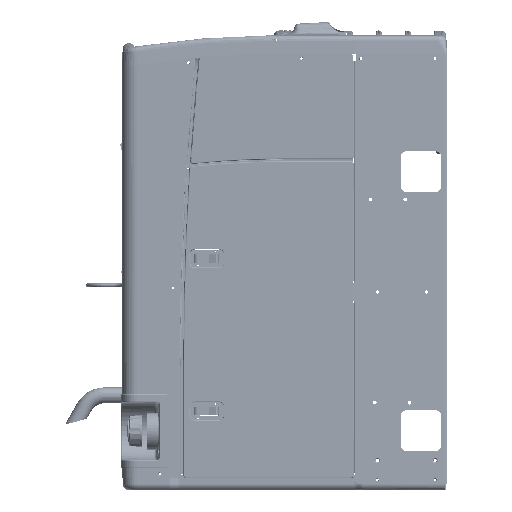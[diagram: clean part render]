
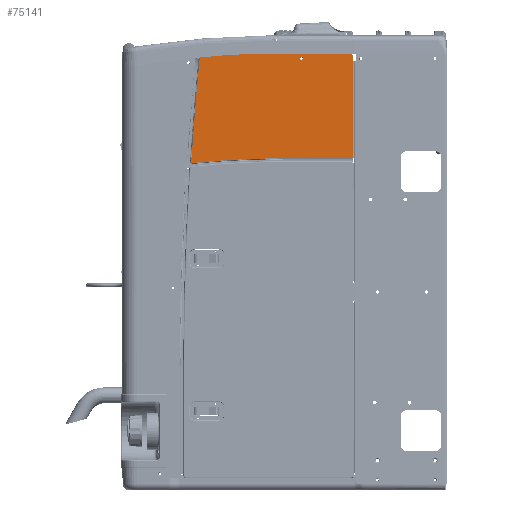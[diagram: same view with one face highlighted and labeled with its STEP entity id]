
A CAD part, left-side view. The second image highlights one B-rep face of the part: STEP entity #75141.
In plain terms, the highlighted planar face has unit normal (-0.999, 0.035, 0).
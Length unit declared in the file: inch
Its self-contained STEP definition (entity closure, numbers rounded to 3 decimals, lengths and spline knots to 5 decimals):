
#7934 = DIRECTION ( 'NONE',  ( 0.999, -0.035, 0. ) ) ;
#9470 = CARTESIAN_POINT ( 'NONE',  ( -19.51629, 21.83987, 3.54879 ) ) ;
#9894 = DIRECTION ( 'NONE',  ( 0., 0., 1. ) ) ;
#10100 = VERTEX_POINT ( 'NONE', #71009 ) ;
#11712 = ORIENTED_EDGE ( 'NONE', *, *, #233882, .F. ) ;
#14864 = EDGE_CURVE ( 'NONE', #263531, #123061, #178499, .T. ) ;
#15431 = ORIENTED_EDGE ( 'NONE', *, *, #87221, .F. ) ;
#19904 = PLANE ( 'NONE',  #69386 ) ;
#20467 = ORIENTED_EDGE ( 'NONE', *, *, #14864, .F. ) ;
#23654 = VECTOR ( 'NONE', #295951, 39.37008 ) ;
#24067 = VERTEX_POINT ( 'NONE', #196112 ) ;
#33818 = CARTESIAN_POINT ( 'NONE',  ( -19.84121, 12.53554, 12.49829 ) ) ;
#34743 = VERTEX_POINT ( 'NONE', #143342 ) ;
#38100 = CARTESIAN_POINT ( 'NONE',  ( -19.84121, 12.53554, 12.35779 ) ) ;
#40813 = EDGE_CURVE ( 'NONE', #24067, #263531, #167533, .T. ) ;
#49309 = CARTESIAN_POINT ( 'NONE',  ( -19.78658, 14.0998, -71.22821 ) ) ;
#49803 = DIRECTION ( 'NONE',  ( 0., 0., -1. ) ) ;
#53546 = VERTEX_POINT ( 'NONE', #129003 ) ;
#54532 = DIRECTION ( 'NONE',  ( 0., 0., 1. ) ) ;
#69386 = AXIS2_PLACEMENT_3D ( 'NONE', #49309, #259702, #99155 ) ;
#70273 = VERTEX_POINT ( 'NONE', #175627 ) ;
#71009 = CARTESIAN_POINT ( 'NONE',  ( -19.51693, 21.82164, 3.37273 ) ) ;
#75141 = ADVANCED_FACE ( 'NONE', ( #233320, #88401 ), #19904, .F. ) ;
#77533 = CARTESIAN_POINT ( 'NONE',  ( -19.99511, 8.12822, 12.77179 ) ) ;
#81302 = AXIS2_PLACEMENT_3D ( 'NONE', #285933, #287515, #9894 ) ;
#82583 = EDGE_CURVE ( 'NONE', #10100, #293410, #153010, .T. ) ;
#84869 = DIRECTION ( 'NONE',  ( -0.035, -0.999, 0. ) ) ;
#87221 = EDGE_CURVE ( 'NONE', #293410, #284587, #125782, .T. ) ;
#88401 = FACE_OUTER_BOUND ( 'NONE', #250092, .T. ) ;
#90065 = VERTEX_POINT ( 'NONE', #184748 ) ;
#90335 = VECTOR ( 'NONE', #220897, 39.37008 ) ;
#91109 = CARTESIAN_POINT ( 'NONE',  ( -29.07875, -251.99305, -14.18321 ) ) ;
#99155 = DIRECTION ( 'NONE',  ( 0., 0., 1. ) ) ;
#99532 = DIRECTION ( 'NONE',  ( 0., 0., 1. ) ) ;
#118370 = DIRECTION ( 'NONE',  ( 0.999, -0.035, 0. ) ) ;
#118651 = CARTESIAN_POINT ( 'NONE',  ( -19.99075, 8.25315, 12.77179 ) ) ;
#121427 = CARTESIAN_POINT ( 'NONE',  ( -19.74384, 15.32384, -42.22821 ) ) ;
#122522 = CARTESIAN_POINT ( 'NONE',  ( -19.51013, 22.01639, 3.56022 ) ) ;
#123061 = VERTEX_POINT ( 'NONE', #118651 ) ;
#123874 = EDGE_CURVE ( 'NONE', #123061, #177315, #159083, .T. ) ;
#125782 = CIRCLE ( 'NONE', #165573, 0.177 ) ;
#129003 = CARTESIAN_POINT ( 'NONE',  ( -19.99511, 8.12822, 12.15179 ) ) ;
#129265 = AXIS2_PLACEMENT_3D ( 'NONE', #232754, #279402, #136257 ) ;
#134814 = CARTESIAN_POINT ( 'NONE',  ( -19.99511, 8.12822, 12.77179 ) ) ;
#134820 = CIRCLE ( 'NONE', #174639, 0.1405 ) ;
#136257 = DIRECTION ( 'NONE',  ( 0., 0., 1. ) ) ;
#139000 = ORIENTED_EDGE ( 'NONE', *, *, #293516, .F. ) ;
#143342 = CARTESIAN_POINT ( 'NONE',  ( -19.78658, 14.0998, 3.77179 ) ) ;
#144866 = CARTESIAN_POINT ( 'NONE',  ( -19.74384, 15.32384, 12.77179 ) ) ;
#153010 = CIRCLE ( 'NONE', #192752, 0.177 ) ;
#153693 = ORIENTED_EDGE ( 'NONE', *, *, #192729, .F. ) ;
#155572 = CIRCLE ( 'NONE', #294570, 0.1405 ) ;
#158158 = DIRECTION ( 'NONE',  ( 0.999, -0.035, 0. ) ) ;
#158381 = DIRECTION ( 'NONE',  ( 0., 0., -1. ) ) ;
#159083 = CIRCLE ( 'NONE', #129265, 0.125 ) ;
#161611 = CIRCLE ( 'NONE', #226051, 274.75 ) ;
#163798 = CARTESIAN_POINT ( 'NONE',  ( -19.51629, 21.83987, 3.54879 ) ) ;
#165270 = CARTESIAN_POINT ( 'NONE',  ( -19.99511, 8.12822, 12.77179 ) ) ;
#165573 = AXIS2_PLACEMENT_3D ( 'NONE', #9470, #7934, #54532 ) ;
#167533 = CIRCLE ( 'NONE', #271949, 55. ) ;
#174425 = ORIENTED_EDGE ( 'NONE', *, *, #258213, .F. ) ;
#174639 = AXIS2_PLACEMENT_3D ( 'NONE', #177132, #272030, #158381 ) ;
#175627 = CARTESIAN_POINT ( 'NONE',  ( -19.84121, 12.53554, 12.21729 ) ) ;
#177132 = CARTESIAN_POINT ( 'NONE',  ( -19.84121, 12.53554, 12.35779 ) ) ;
#177315 = VERTEX_POINT ( 'NONE', #212131 ) ;
#178373 = ORIENTED_EDGE ( 'NONE', *, *, #40813, .F. ) ;
#178499 = LINE ( 'NONE', #134814, #275716 ) ;
#184748 = CARTESIAN_POINT ( 'NONE',  ( -19.99511, 8.12822, 3.77179 ) ) ;
#186248 = DIRECTION ( 'NONE',  ( 0.999, -0.035, 0. ) ) ;
#192729 = EDGE_CURVE ( 'NONE', #90065, #34743, #225992, .T. ) ;
#192752 = AXIS2_PLACEMENT_3D ( 'NONE', #163798, #306847, #263275 ) ;
#196112 = CARTESIAN_POINT ( 'NONE',  ( -19.53525, 21.29684, 12.4461 ) ) ;
#204882 = DIRECTION ( 'NONE',  ( 0., 0., -1. ) ) ;
#208851 = ORIENTED_EDGE ( 'NONE', *, *, #82583, .F. ) ;
#212131 = CARTESIAN_POINT ( 'NONE',  ( -19.99511, 8.12822, 12.64679 ) ) ;
#214700 = EDGE_CURVE ( 'NONE', #220656, #70273, #155572, .T. ) ;
#220656 = VERTEX_POINT ( 'NONE', #33818 ) ;
#220897 = DIRECTION ( 'NONE',  ( 0., 0., -1. ) ) ;
#224582 = EDGE_CURVE ( 'NONE', #70273, #220656, #134820, .T. ) ;
#225992 = LINE ( 'NONE', #277205, #23654 ) ;
#226051 = AXIS2_PLACEMENT_3D ( 'NONE', #91109, #186248, #281122 ) ;
#232754 = CARTESIAN_POINT ( 'NONE',  ( -19.99075, 8.25315, 12.64679 ) ) ;
#233320 = FACE_BOUND ( 'NONE', #262663, .T. ) ;
#233882 = EDGE_CURVE ( 'NONE', #34743, #10100, #295188, .T. ) ;
#238132 = CARTESIAN_POINT ( 'NONE',  ( -19.51629, 21.83987, 3.37179 ) ) ;
#250092 = EDGE_LOOP ( 'NONE', ( #20467, #178373, #174425, #15431, #208851, #11712, #153693, #139000, #271051, #260851 ) ) ;
#254702 = ORIENTED_EDGE ( 'NONE', *, *, #224582, .T. ) ;
#258213 = EDGE_CURVE ( 'NONE', #284587, #24067, #161611, .T. ) ;
#259702 = DIRECTION ( 'NONE',  ( 0.999, -0.035, 0. ) ) ;
#260851 = ORIENTED_EDGE ( 'NONE', *, *, #123874, .F. ) ;
#262663 = EDGE_LOOP ( 'NONE', ( #254702, #263543 ) ) ;
#263275 = DIRECTION ( 'NONE',  ( 0., 0., 1. ) ) ;
#263531 = VERTEX_POINT ( 'NONE', #144866 ) ;
#263543 = ORIENTED_EDGE ( 'NONE', *, *, #214700, .T. ) ;
#267611 = LINE ( 'NONE', #77533, #90335 ) ;
#271051 = ORIENTED_EDGE ( 'NONE', *, *, #296417, .F. ) ;
#271949 = AXIS2_PLACEMENT_3D ( 'NONE', #121427, #118370, #99532 ) ;
#272030 = DIRECTION ( 'NONE',  ( 0.999, -0.035, 0. ) ) ;
#275716 = VECTOR ( 'NONE', #84869, 39.37008 ) ;
#277205 = CARTESIAN_POINT ( 'NONE',  ( -19.99511, 8.12822, 3.77179 ) ) ;
#277986 = VECTOR ( 'NONE', #49803, 39.37008 ) ;
#279402 = DIRECTION ( 'NONE',  ( 0.999, -0.035, 0. ) ) ;
#281122 = DIRECTION ( 'NONE',  ( 0., 0., -1. ) ) ;
#284587 = VERTEX_POINT ( 'NONE', #122522 ) ;
#285933 = CARTESIAN_POINT ( 'NONE',  ( -19.78658, 14.0998, -71.22821 ) ) ;
#286578 = LINE ( 'NONE', #165270, #277986 ) ;
#287515 = DIRECTION ( 'NONE',  ( -0.999, 0.035, 0. ) ) ;
#293410 = VERTEX_POINT ( 'NONE', #238132 ) ;
#293516 = EDGE_CURVE ( 'NONE', #53546, #90065, #267611, .T. ) ;
#294570 = AXIS2_PLACEMENT_3D ( 'NONE', #38100, #158158, #204882 ) ;
#295188 = CIRCLE ( 'NONE', #81302, 75. ) ;
#295951 = DIRECTION ( 'NONE',  ( 0.035, 0.999, 0. ) ) ;
#296417 = EDGE_CURVE ( 'NONE', #177315, #53546, #286578, .T. ) ;
#306847 = DIRECTION ( 'NONE',  ( 0.999, -0.035, 0. ) ) ;
